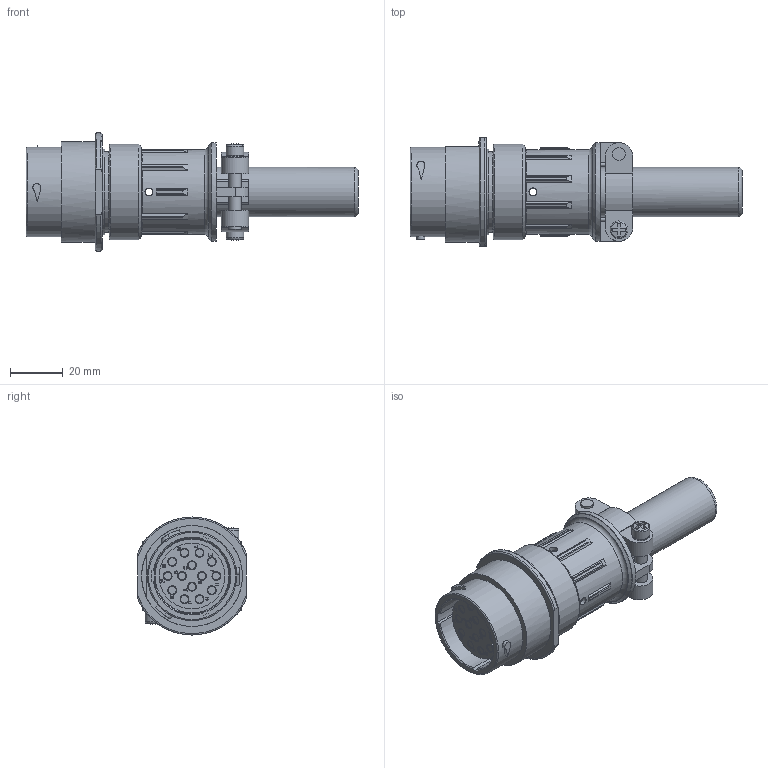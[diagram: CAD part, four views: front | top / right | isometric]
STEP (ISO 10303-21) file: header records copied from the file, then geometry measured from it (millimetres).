
FILE_DESCRIPTION(/* description */ ('STEP AP214'),/* implementation_level */ '2;1');
FILE_NAME(/* name */ 'AHDM04-18-14SR-059',/* time_stamp */ '2023-01-23T15:04:55+01:00',/* author */ ('License CC BY-ND 4.0'),/* organization */ ('CADENAS'),/* preprocessor_version */ 'ST-DEVELOPER v18.102',/* originating_system */ 'PARTsolutions',/* authorisation */ ' ');
FILE_SCHEMA (('AUTOMOTIVE_DESIGN {1 0 10303 214 3 1 1}'));
Length unit declared in the file: millimetre
Products named in the file (3): AHDM04-18-14SR-059; AHDMBS-18-059; AHDM04-18-14SR
Assembly tree (2 placements, depth 2):
  AHDM04-18-14SR-059
    AHDMBS-18-059
    AHDM04-18-14SR
Bounding box: 125.45 x 41.1 x 44.6 mm (x, y, z)
Volume: 67404 mm3; surface area: 26854.8 mm2
Topology: 2 solids, 2 shells, 826 faces, 2098 edges, 1385 vertices
Faces by surface type: plane 540, cylinder 194, torus 55, cone 35, sphere 2
Full cylindrical faces by diameter (mm): 2.95 x14, 3 x4, 3.8 x14, 4.8 x6, 6.475 x2, 6.7 x2, 15.9 x1, 18.7 x1, 24.8 x1, 24.9 x1, 28.7 x2, 30.34 x1, 30.376 x1, 30.74 x1, 32.1 x1, 32.2 x1, 33.75 x1, 36 x1, 37.3 x1, 38.1 x1
Entity records: 29982 total; most frequent: CARTESIAN_POINT 4546, DIRECTION 4022, ORIENTED_EDGE 3870, EDGE_CURVE 1935, AXIS2_PLACEMENT_3D 1353, VERTEX_POINT 1349, LINE 1316, VECTOR 1316
